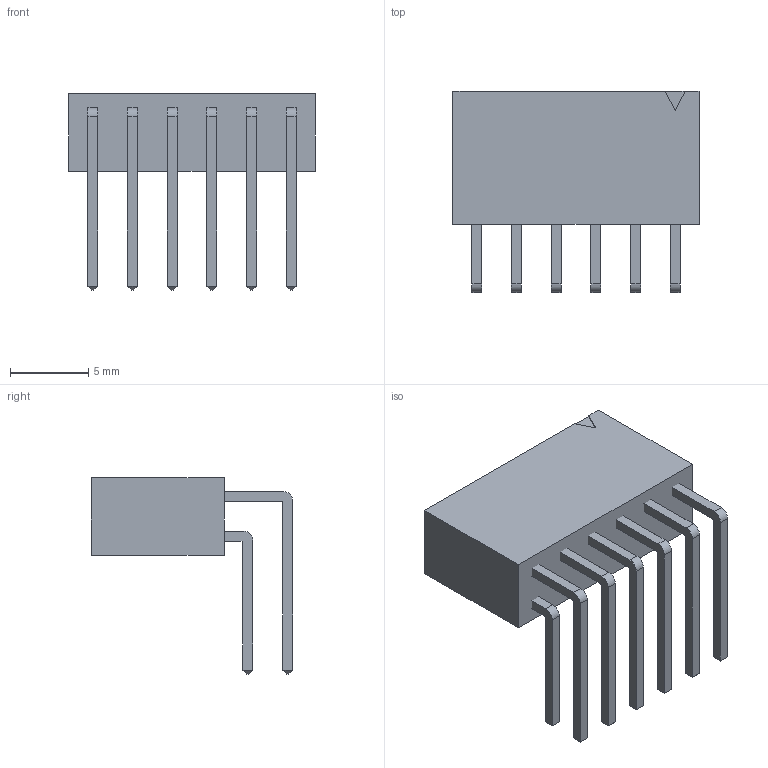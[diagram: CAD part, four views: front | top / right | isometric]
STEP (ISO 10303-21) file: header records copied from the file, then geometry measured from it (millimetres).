
FILE_DESCRIPTION(('FreeCAD Model'),'2;1');
FILE_NAME('593394.2.1.stp','2020-04-09T01:53:36',( 'Author'),(''),'Open CASCADE STEP processor 6.9','FreeCAD','Unknown' );
FILE_SCHEMA(('AUTOMOTIVE_DESIGN { 1 0 10303 214 1 1 1 1 }'));
Length unit declared in the file: millimetre
Products named in the file (4): ASSEMBLY; LeadsArray; Body
Assembly tree (3 placements, depth 2):
  ASSEMBLY
    LeadsArray
    LeadsArray
    Body
Bounding box: 15.75 x 12.89 x 12.57 mm (x, y, z)
Volume: 698.3 mm3; surface area: 1162 mm2
Topology: 13 solids, 13 shells, 285 faces, 645 edges, 398 vertices
Faces by surface type: plane 261, cylinder 24
Entity records: 16338 total; most frequent: CARTESIAN_POINT 2766, DIRECTION 2537, LINE 1839, VECTOR 1839, ORIENTED_EDGE 1290, PCURVE 1290, DEFINITIONAL_REPRESENTATION 1290, EDGE_CURVE 645
